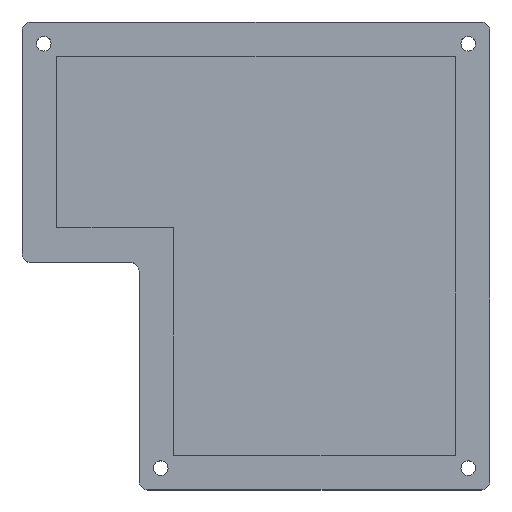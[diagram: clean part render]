
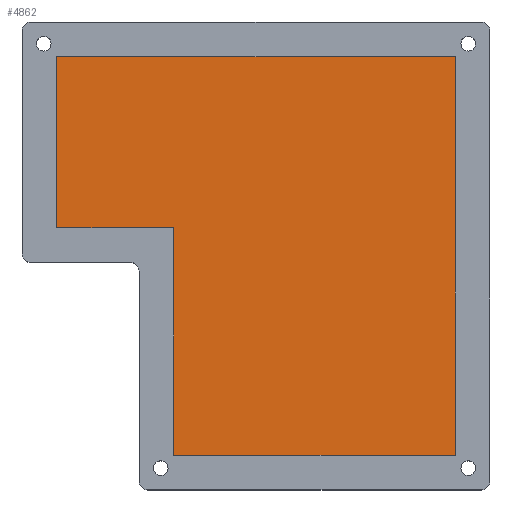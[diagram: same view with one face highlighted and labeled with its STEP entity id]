
A CAD part, top view. The second image highlights one B-rep face of the part: STEP entity #4862.
In plain terms, the highlighted planar face has unit normal (0, 0, 1).
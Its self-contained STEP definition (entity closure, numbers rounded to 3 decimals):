
#797=FACE_OUTER_BOUND('',#1080,.T.);
#1080=EDGE_LOOP('',(#4416,#4417,#4418,#4419,#4420,#4421,#4422,#4423));
#1126=LINE('',#5706,#1508);
#1464=LINE('',#9726,#1846);
#1465=LINE('',#9727,#1847);
#1466=LINE('',#9729,#1848);
#1467=LINE('',#9731,#1849);
#1468=LINE('',#9733,#1850);
#1469=LINE('',#9735,#1851);
#1470=LINE('',#9736,#1852);
#1508=VECTOR('',#5047,10.);
#1846=VECTOR('',#5575,10.);
#1847=VECTOR('',#5576,10.);
#1848=VECTOR('',#5577,10.);
#1849=VECTOR('',#5578,10.);
#1850=VECTOR('',#5579,10.);
#1851=VECTOR('',#5580,10.);
#1852=VECTOR('',#5581,10.);
#1877=VERTEX_POINT('',#5676);
#1884=VERTEX_POINT('',#5691);
#2334=VERTEX_POINT('',#9724);
#2335=VERTEX_POINT('',#9725);
#2336=VERTEX_POINT('',#9728);
#2337=VERTEX_POINT('',#9730);
#2338=VERTEX_POINT('',#9732);
#2339=VERTEX_POINT('',#9734);
#2373=EDGE_CURVE('',#1884,#1877,#1126,.T.);
#3040=EDGE_CURVE('',#2334,#2335,#1464,.T.);
#3041=EDGE_CURVE('',#1877,#2334,#1465,.T.);
#3042=EDGE_CURVE('',#2336,#1884,#1466,.T.);
#3043=EDGE_CURVE('',#2337,#2336,#1467,.T.);
#3044=EDGE_CURVE('',#2338,#2337,#1468,.T.);
#3045=EDGE_CURVE('',#2339,#2338,#1469,.T.);
#3046=EDGE_CURVE('',#2335,#2339,#1470,.T.);
#4416=ORIENTED_EDGE('',*,*,#3040,.F.);
#4417=ORIENTED_EDGE('',*,*,#3041,.F.);
#4418=ORIENTED_EDGE('',*,*,#2373,.F.);
#4419=ORIENTED_EDGE('',*,*,#3042,.F.);
#4420=ORIENTED_EDGE('',*,*,#3043,.F.);
#4421=ORIENTED_EDGE('',*,*,#3044,.F.);
#4422=ORIENTED_EDGE('',*,*,#3045,.F.);
#4423=ORIENTED_EDGE('',*,*,#3046,.F.);
#4607=PLANE('',#4986);
#4862=ADVANCED_FACE('',(#797),#4607,.F.);
#4986=AXIS2_PLACEMENT_3D('',#9723,#5573,#5574);
#5047=DIRECTION('',(0.,1.,0.));
#5573=DIRECTION('center_axis',(0.,0.,-1.));
#5574=DIRECTION('ref_axis',(1.,0.,0.));
#5575=DIRECTION('',(-1.,0.,0.));
#5576=DIRECTION('',(0.,1.,0.));
#5577=DIRECTION('',(0.,1.,0.));
#5578=DIRECTION('',(-1.,0.,0.));
#5579=DIRECTION('',(0.,-1.,0.));
#5580=DIRECTION('',(1.,0.,0.));
#5581=DIRECTION('',(0.,1.,0.));
#5676=CARTESIAN_POINT('',(-34.,34.9,1.));
#5691=CARTESIAN_POINT('',(-34.,24.5,1.));
#5706=CARTESIAN_POINT('',(-34.,7.,1.));
#9723=CARTESIAN_POINT('Origin',(-15.,30.,1.));
#9724=CARTESIAN_POINT('',(-34.,36.5,1.));
#9725=CARTESIAN_POINT('',(-61.,36.5,1.));
#9726=CARTESIAN_POINT('',(-24.5,36.5,1.));
#9727=CARTESIAN_POINT('',(-34.,7.,1.));
#9728=CARTESIAN_POINT('',(-34.,-16.,1.));
#9729=CARTESIAN_POINT('',(-34.,7.,1.));
#9730=CARTESIAN_POINT('',(31.,-16.,1.));
#9731=CARTESIAN_POINT('',(8.,-16.,1.));
#9732=CARTESIAN_POINT('',(31.,76.,1.));
#9733=CARTESIAN_POINT('',(31.,53.,1.));
#9734=CARTESIAN_POINT('',(-61.,76.,1.));
#9735=CARTESIAN_POINT('',(-38.,76.,1.));
#9736=CARTESIAN_POINT('',(-61.,33.25,1.));
